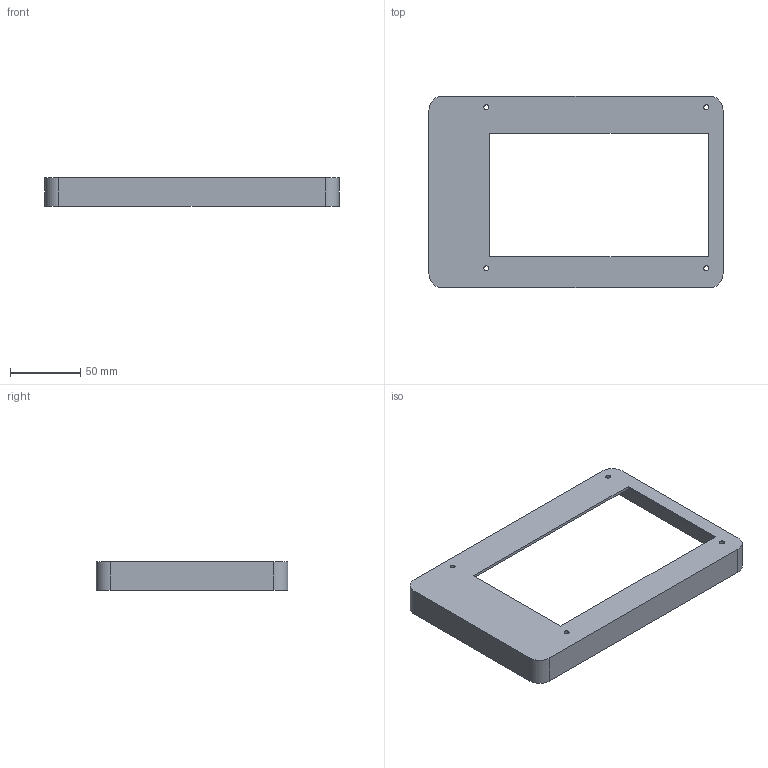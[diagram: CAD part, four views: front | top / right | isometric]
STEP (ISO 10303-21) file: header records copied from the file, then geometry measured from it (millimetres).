
FILE_DESCRIPTION(/* description */ (''),/* implementation_level */ '2;1');
FILE_NAME(/* name */ 'Display_lid v1.step',/* time_stamp */ '2020-04-26T10:06:47+02:00',/* author */ (''),/* organization */ (''),/* preprocessor_version */ 'ST-DEVELOPER v18',/* originating_system */ 'Autodesk Translation Framework v8.12.0.6',/* authorisation */ '');
FILE_SCHEMA (('AUTOMOTIVE_DESIGN { 1 0 10303 214 3 1 1 }'));
Length unit declared in the file: millimetre
Products named in the file (1): Display_lid
Bounding box: 210 x 137 x 20.2 mm (x, y, z)
Volume: 55468.5 mm3; surface area: 57641.1 mm2
Topology: 1 solids, 1 shells, 35 faces, 88 edges, 60 vertices
Faces by surface type: plane 19, cylinder 16
Full cylindrical faces by diameter (mm): 3.5 x4, 8.5 x4
Entity records: 1123 total; most frequent: DIRECTION 196, CARTESIAN_POINT 184, ORIENTED_EDGE 176, EDGE_CURVE 88, AXIS2_PLACEMENT_3D 72, VERTEX_POINT 60, LINE 52, VECTOR 52
